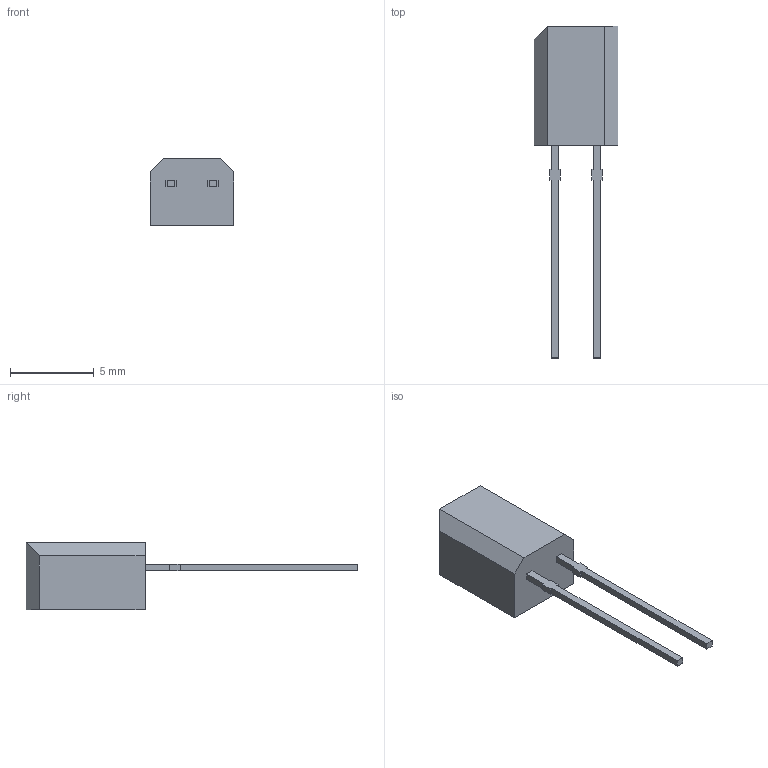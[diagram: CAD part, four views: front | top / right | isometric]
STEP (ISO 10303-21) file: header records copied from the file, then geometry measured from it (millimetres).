
FILE_DESCRIPTION (( 'STEP AP214' ), '1' );
FILE_NAME ('BPW41N.STEP', '2024-01-02T20:46:29', ( '' ), ( '' ), 'SwSTEP 2.0', 'SolidWorks 2021', '' );
FILE_SCHEMA (( 'AUTOMOTIVE_DESIGN' ));
Length unit declared in the file: millimetre
Products named in the file (1): BPW41N
Bounding box: 5 x 19.8 x 4 mm (x, y, z)
Volume: 141 mm3; surface area: 202.5 mm2
Topology: 3 solids, 3 shells, 37 faces, 92 edges, 61 vertices
Faces by surface type: plane 37
Entity records: 1130 total; most frequent: CARTESIAN_POINT 191, ORIENTED_EDGE 184, DIRECTION 168, LINE 92, VECTOR 92, EDGE_CURVE 92, VERTEX_POINT 61, AXIS2_PLACEMENT_3D 38
